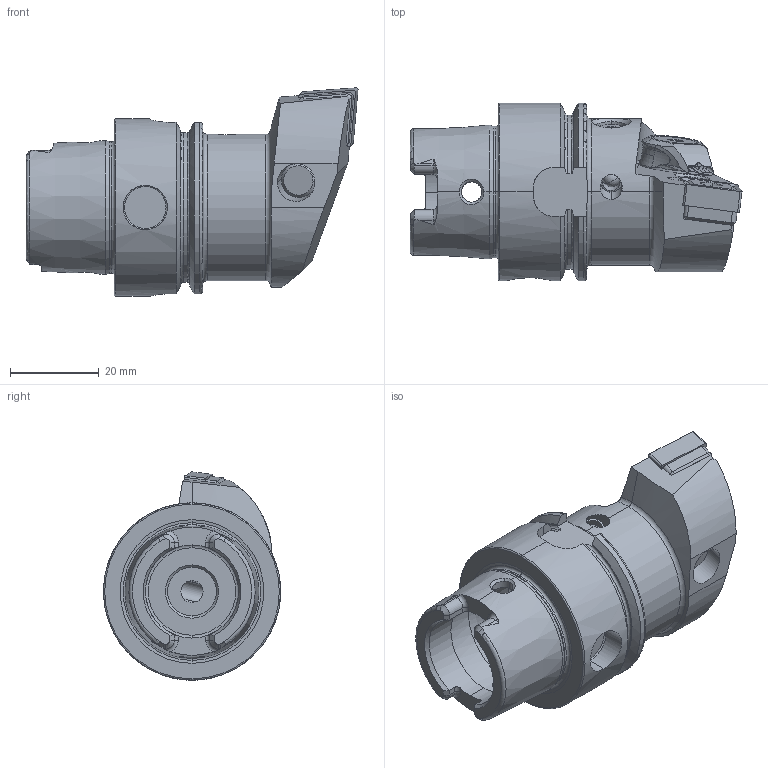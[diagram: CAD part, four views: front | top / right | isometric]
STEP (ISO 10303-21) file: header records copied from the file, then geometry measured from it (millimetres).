
FILE_DESCRIPTION (( 'STEP AP214' ), '1' );
FILE_NAME ('PCD.LLA.055-HP-BUM.STEP', '2024-01-31T12:46:42', ( '' ), ( '' ), 'SwSTEP 2.0', 'SolidWorks 2022', '' );
FILE_SCHEMA (( 'AUTOMOTIVE_DESIGN' ));
Length unit declared in the file: millimetre
Products named in the file (15): WCD-ER3.101.000_A; DIN 7991 - M5x18; CHP-PCX.000.022_Düse; WCD-ER4.101.017_A; WCD-ER2.101.003_A; WCD-ER1.101.000; DIN 3771 - 13x1; DIN 3771 - 6.5x1.5; KVT_MB_600_050; CHP-ER1.008.011_A; CNMG120404; HA4-PCD.LLA.055-HP-BUM_A; CHP-PCX.000.022_B; ISO 8752 2x8; PCD.LLA.055-HP-BUM
Assembly tree (14 placements, depth 3):
  PCD.LLA.055-HP-BUM
    HA4-PCD.LLA.055-HP-BUM_A
    KVT_MB_600_050
    WCD-ER2.101.003_A
    CNMG120404
    WCD-ER3.101.000_A
    WCD-ER4.101.017_A
    WCD-ER1.101.000
    CHP-ER1.008.011_A
    CHP-PCX.000.022_Düse
      CHP-PCX.000.022_B
      DIN 3771 - 13x1
      DIN 3771 - 6.5x1.5
      DIN 7991 - M5x18
    ISO 8752 2x8
Bounding box: 74.9 x 40 x 47 mm (x, y, z)
Volume: 46596.3 mm3; surface area: 19904.3 mm2
Topology: 14 solids, 14 shells, 641 faces, 1609 edges, 976 vertices
Faces by surface type: cylinder 181, plane 179, cone 152, torus 73, bspline 54, sphere 2
Entity records: 25157 total; most frequent: CARTESIAN_POINT 8639, ORIENTED_EDGE 3164, DIRECTION 2923, EDGE_CURVE 1582, AXIS2_PLACEMENT_3D 1153, VERTEX_POINT 973, EDGE_LOOP 673, ADVANCED_FACE 641
